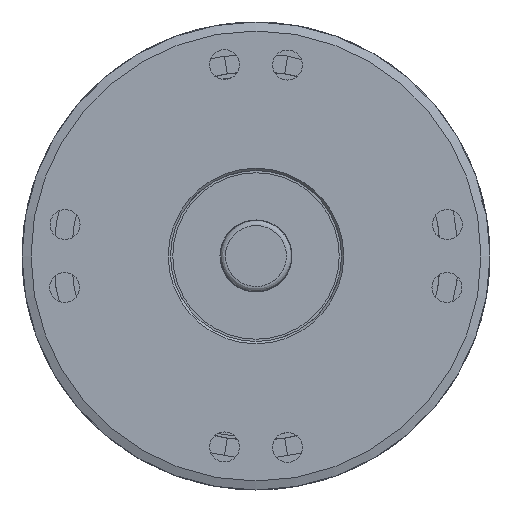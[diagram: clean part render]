
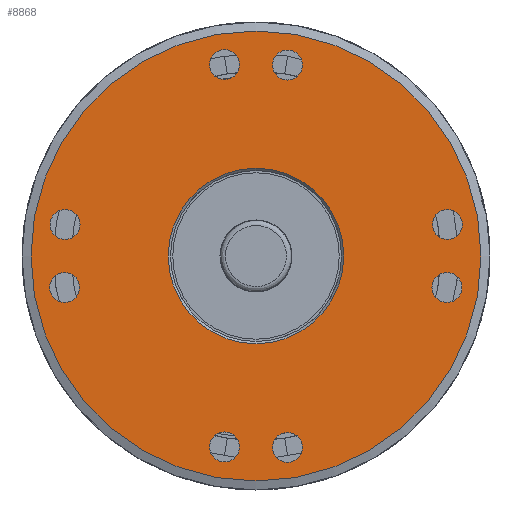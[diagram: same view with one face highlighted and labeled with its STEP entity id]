
A CAD part, front view. The second image highlights one B-rep face of the part: STEP entity #8868.
In plain terms, the highlighted face is planar.
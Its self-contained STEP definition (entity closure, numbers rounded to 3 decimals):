
#75=FACE_BOUND('',#1933,.T.);
#76=FACE_BOUND('',#1934,.T.);
#77=FACE_BOUND('',#1935,.T.);
#78=FACE_BOUND('',#1936,.T.);
#79=FACE_BOUND('',#1937,.T.);
#80=FACE_BOUND('',#1938,.T.);
#81=FACE_BOUND('',#1939,.T.);
#82=FACE_BOUND('',#1940,.T.);
#83=FACE_BOUND('',#1941,.T.);
#717=CIRCLE('',#9839,25.);
#718=CIRCLE('',#9841,9.75);
#719=CIRCLE('',#9842,1.666);
#720=CIRCLE('',#9843,1.666);
#721=CIRCLE('',#9844,1.666);
#722=CIRCLE('',#9845,1.666);
#723=CIRCLE('',#9846,1.666);
#724=CIRCLE('',#9847,1.666);
#725=CIRCLE('',#9848,1.666);
#726=CIRCLE('',#9849,1.666);
#1414=FACE_OUTER_BOUND('',#1932,.T.);
#1932=EDGE_LOOP('',(#7945));
#1933=EDGE_LOOP('',(#7946));
#1934=EDGE_LOOP('',(#7947));
#1935=EDGE_LOOP('',(#7948));
#1936=EDGE_LOOP('',(#7949));
#1937=EDGE_LOOP('',(#7950));
#1938=EDGE_LOOP('',(#7951));
#1939=EDGE_LOOP('',(#7952));
#1940=EDGE_LOOP('',(#7953));
#1941=EDGE_LOOP('',(#7954));
#4241=VERTEX_POINT('',#16154);
#4242=VERTEX_POINT('',#16158);
#4243=VERTEX_POINT('',#16160);
#4244=VERTEX_POINT('',#16162);
#4245=VERTEX_POINT('',#16164);
#4246=VERTEX_POINT('',#16166);
#4247=VERTEX_POINT('',#16168);
#4248=VERTEX_POINT('',#16170);
#4249=VERTEX_POINT('',#16172);
#4250=VERTEX_POINT('',#16174);
#5490=EDGE_CURVE('',#4241,#4241,#717,.T.);
#5492=EDGE_CURVE('',#4242,#4242,#718,.T.);
#5493=EDGE_CURVE('',#4243,#4243,#719,.T.);
#5494=EDGE_CURVE('',#4244,#4244,#720,.T.);
#5495=EDGE_CURVE('',#4245,#4245,#721,.T.);
#5496=EDGE_CURVE('',#4246,#4246,#722,.T.);
#5497=EDGE_CURVE('',#4247,#4247,#723,.T.);
#5498=EDGE_CURVE('',#4248,#4248,#724,.T.);
#5499=EDGE_CURVE('',#4249,#4249,#725,.T.);
#5500=EDGE_CURVE('',#4250,#4250,#726,.T.);
#7945=ORIENTED_EDGE('',*,*,#5490,.F.);
#7946=ORIENTED_EDGE('',*,*,#5492,.F.);
#7947=ORIENTED_EDGE('',*,*,#5493,.T.);
#7948=ORIENTED_EDGE('',*,*,#5494,.T.);
#7949=ORIENTED_EDGE('',*,*,#5495,.T.);
#7950=ORIENTED_EDGE('',*,*,#5496,.T.);
#7951=ORIENTED_EDGE('',*,*,#5497,.T.);
#7952=ORIENTED_EDGE('',*,*,#5498,.T.);
#7953=ORIENTED_EDGE('',*,*,#5499,.T.);
#7954=ORIENTED_EDGE('',*,*,#5500,.T.);
#8407=PLANE('',#9840);
#8868=ADVANCED_FACE('',(#1414,#75,#76,#77,#78,#79,#80,#81,#82,#83),#8407,
 .T.);
#9839=AXIS2_PLACEMENT_3D('',#16155,#12340,#12341);
#9840=AXIS2_PLACEMENT_3D('',#16157,#12343,#12344);
#9841=AXIS2_PLACEMENT_3D('',#16159,#12345,#12346);
#9842=AXIS2_PLACEMENT_3D('',#16161,#12347,#12348);
#9843=AXIS2_PLACEMENT_3D('',#16163,#12349,#12350);
#9844=AXIS2_PLACEMENT_3D('',#16165,#12351,#12352);
#9845=AXIS2_PLACEMENT_3D('',#16167,#12353,#12354);
#9846=AXIS2_PLACEMENT_3D('',#16169,#12355,#12356);
#9847=AXIS2_PLACEMENT_3D('',#16171,#12357,#12358);
#9848=AXIS2_PLACEMENT_3D('',#16173,#12359,#12360);
#9849=AXIS2_PLACEMENT_3D('',#16175,#12361,#12362);
#12340=DIRECTION('center_axis',(0.,-1.,0.));
#12341=DIRECTION('ref_axis',(1.,0.,0.));
#12343=DIRECTION('center_axis',(0.,1.,0.));
#12344=DIRECTION('ref_axis',(1.,0.,0.));
#12345=DIRECTION('center_axis',(0.,1.,0.));
#12346=DIRECTION('ref_axis',(1.,0.,0.));
#12347=DIRECTION('center_axis',(0.,-1.,0.));
#12348=DIRECTION('ref_axis',(0.,0.,1.));
#12349=DIRECTION('center_axis',(0.,-1.,0.));
#12350=DIRECTION('ref_axis',(0.,0.,1.));
#12351=DIRECTION('center_axis',(0.,-1.,0.));
#12352=DIRECTION('ref_axis',(0.,0.,1.));
#12353=DIRECTION('center_axis',(0.,-1.,0.));
#12354=DIRECTION('ref_axis',(0.,0.,1.));
#12355=DIRECTION('center_axis',(0.,-1.,0.));
#12356=DIRECTION('ref_axis',(0.,0.,1.));
#12357=DIRECTION('center_axis',(0.,-1.,0.));
#12358=DIRECTION('ref_axis',(0.,0.,1.));
#12359=DIRECTION('center_axis',(0.,-1.,0.));
#12360=DIRECTION('ref_axis',(0.,0.,1.));
#12361=DIRECTION('center_axis',(0.,-1.,0.));
#12362=DIRECTION('ref_axis',(0.,0.,1.));
#16154=CARTESIAN_POINT('',(-25.,15.,0.));
#16155=CARTESIAN_POINT('Origin',(0.,15.,0.));
#16157=CARTESIAN_POINT('Origin',(0.,15.,0.));
#16158=CARTESIAN_POINT('',(-9.75,15.,0.));
#16159=CARTESIAN_POINT('Origin',(0.,15.,0.));
#16160=CARTESIAN_POINT('',(21.273,15.,-5.166));
#16161=CARTESIAN_POINT('Origin',(21.273,15.,-3.5));
#16162=CARTESIAN_POINT('',(-21.213,15.,-5.166));
#16163=CARTESIAN_POINT('Origin',(-21.213,15.,-3.5));
#16164=CARTESIAN_POINT('',(-3.5,15.,19.547));
#16165=CARTESIAN_POINT('Origin',(-3.5,15.,21.213));
#16166=CARTESIAN_POINT('',(21.213,15.,1.834));
#16167=CARTESIAN_POINT('Origin',(21.213,15.,3.5));
#16168=CARTESIAN_POINT('',(3.5,15.,-22.879));
#16169=CARTESIAN_POINT('Origin',(3.5,15.,-21.213));
#16170=CARTESIAN_POINT('',(3.5,15.,19.607));
#16171=CARTESIAN_POINT('Origin',(3.5,15.,21.273));
#16172=CARTESIAN_POINT('',(-21.273,15.,1.834));
#16173=CARTESIAN_POINT('Origin',(-21.273,15.,3.5));
#16174=CARTESIAN_POINT('',(-3.5,15.,-22.939));
#16175=CARTESIAN_POINT('Origin',(-3.5,15.,-21.273));
